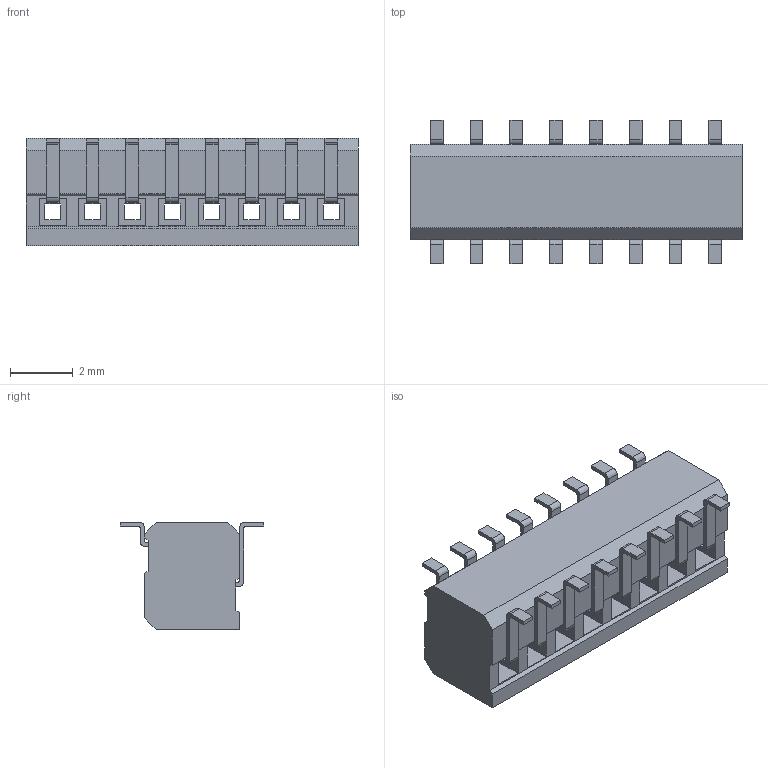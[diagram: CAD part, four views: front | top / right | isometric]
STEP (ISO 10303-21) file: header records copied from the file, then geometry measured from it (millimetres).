
FILE_DESCRIPTION( ( 'STEP AP214' ), '1' );
FILE_NAME( 'CLP-108-02-F-DH.stp', '2019-11-11T11:26:05', ( '' ), ( '' ), ' ', 'PARTsolutions', ' ' );
FILE_SCHEMA( ( 'AUTOMOTIVE_DESIGN { 1 0 10303 214 1 1 1 1 }' ) );
Length unit declared in the file: inch
Products named in the file (4): CLP-108-02-F-DH; _CLP-108-2-F-DH_terminal; _C-70-04-108_Pin_2_dh; _C-70-05-108_Pin_dh
Assembly tree (3 placements, depth 2):
  CLP-108-02-F-DH
    _CLP-108-2-F-DH_terminal
    _C-70-04-108_Pin_2_dh
    _C-70-05-108_Pin_dh
Bounding box: 10.59 x 4.57 x 3.43 mm (x, y, z)
Volume: 75.7 mm3; surface area: 354.3 mm2
Topology: 3 solids, 3 shells, 389 faces, 1045 edges, 678 vertices
Faces by surface type: plane 325, cylinder 64
Entity records: 15173 total; most frequent: CARTESIAN_POINT 2116, ORIENTED_EDGE 2090, DIRECTION 1959, EDGE_CURVE 1045, LINE 917, VECTOR 917, VERTEX_POINT 678, AXIS2_PLACEMENT_3D 521
